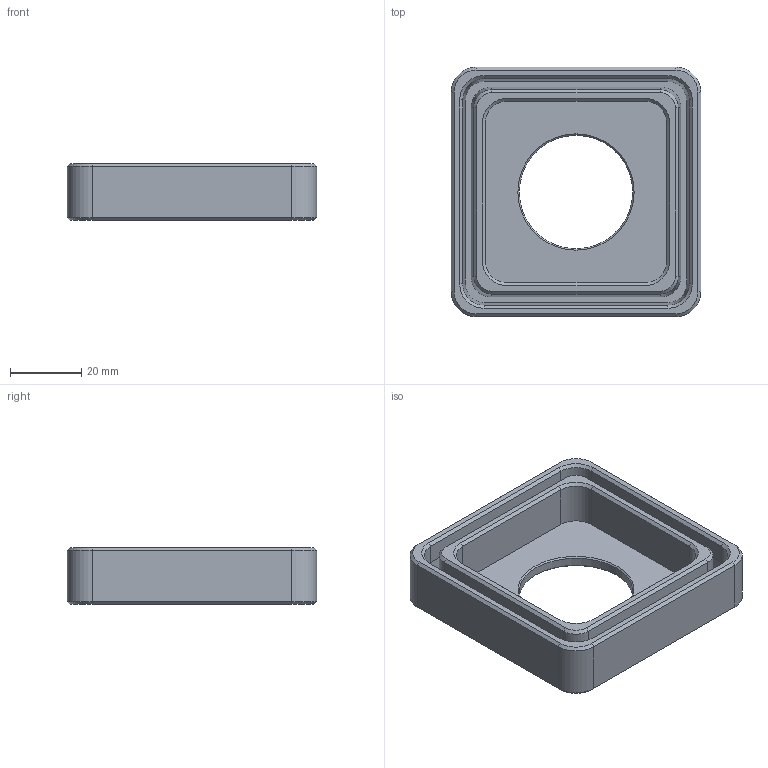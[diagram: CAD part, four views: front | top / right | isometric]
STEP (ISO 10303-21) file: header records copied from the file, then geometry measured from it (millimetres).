
FILE_DESCRIPTION(/* description */ (''),/* implementation_level */ '2;1');
FILE_NAME(/* name */ '2.5-in OD Downspout End Cap w 1.25-in Hole v2.step',/* time_stamp */ '2025-04-26T22:48:42-07:00',/* author */ (''),/* organization */ (''),/* preprocessor_version */ 'ST-DEVELOPER v20.1',/* originating_system */ 'Autodesk Translation Framework v14.4.0.0',/* authorisation */ '');
FILE_SCHEMA (('AUTOMOTIVE_DESIGN { 1 0 10303 214 3 1 1 }'));
Length unit declared in the file: inch
Products named in the file (1): 2.5" OD Downspout End Cap
Bounding box: 69.85 x 69.85 x 15.88 mm (x, y, z)
Volume: 33062.4 mm3; surface area: 20047.2 mm2
Topology: 1 solids, 1 shells, 96 faces, 215 edges, 124 vertices
Faces by surface type: plane 49, cone 30, cylinder 17
Full cylindrical faces by diameter (mm): 31.75 x1
Entity records: 2638 total; most frequent: DIRECTION 473, CARTESIAN_POINT 436, ORIENTED_EDGE 430, EDGE_CURVE 215, AXIS2_PLACEMENT_3D 161, LINE 151, VECTOR 151, VERTEX_POINT 124
